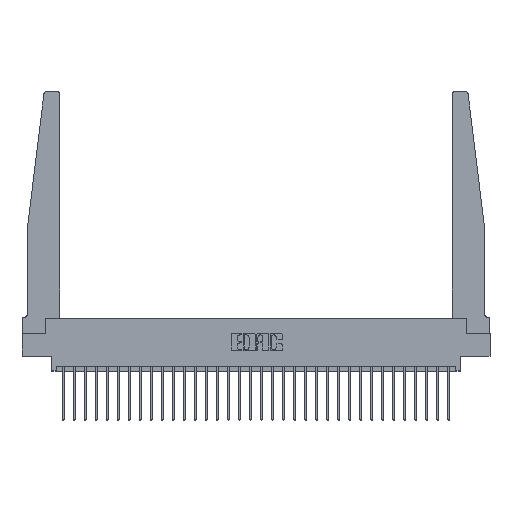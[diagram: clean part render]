
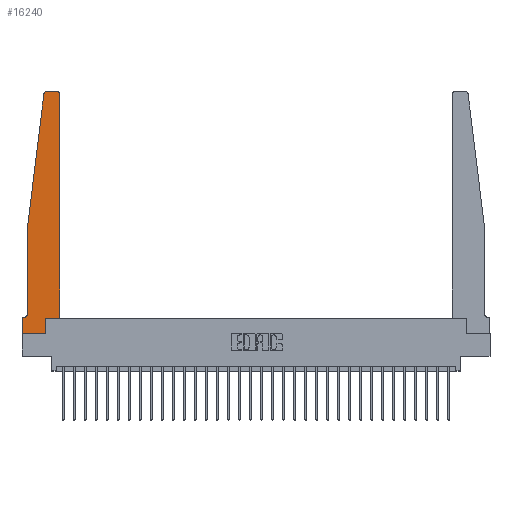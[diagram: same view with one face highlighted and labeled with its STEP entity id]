
A CAD part, top view. The second image highlights one B-rep face of the part: STEP entity #16240.
In plain terms, the highlighted planar face has unit normal (0, 0, 1).
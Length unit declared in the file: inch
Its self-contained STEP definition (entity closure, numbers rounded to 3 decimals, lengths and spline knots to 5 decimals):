
#219 = EDGE_LOOP ( 'NONE', ( #10404, #2307, #1776, #20928, #6291, #5480, #8616, #8072, #7359, #8488, #5981, #3597 ) ) ;
#234 = LINE ( 'NONE', #13471, #22160 ) ;
#375 = VERTEX_POINT ( 'NONE', #19330 ) ;
#478 = CARTESIAN_POINT ( 'NONE',  ( 0.065, 0.2375, 0.37 ) ) ;
#538 = CARTESIAN_POINT ( 'NONE',  ( 0.395, 2.75, 0.37 ) ) ;
#1633 = CARTESIAN_POINT ( 'NONE',  ( 0.065, 0.1875, 0.37 ) ) ;
#1776 = ORIENTED_EDGE ( 'NONE', *, *, #19906, .T. ) ;
#1853 = LINE ( 'NONE', #8131, #13192 ) ;
#2307 = ORIENTED_EDGE ( 'NONE', *, *, #25180, .T. ) ;
#2309 = VECTOR ( 'NONE', #19739, 39.37008 ) ;
#3387 = CIRCLE ( 'NONE', #16626, 0.03 ) ;
#3515 = CARTESIAN_POINT ( 'NONE',  ( 0.015, 0.2375, 0.37 ) ) ;
#3597 = ORIENTED_EDGE ( 'NONE', *, *, #22155, .T. ) ;
#4374 = EDGE_CURVE ( 'NONE', #28009, #18519, #1853, .T. ) ;
#5320 = DIRECTION ( 'NONE',  ( 1., 0., 0. ) ) ;
#5480 = ORIENTED_EDGE ( 'NONE', *, *, #14026, .T. ) ;
#5715 = DIRECTION ( 'NONE',  ( 1., 0., 0. ) ) ;
#5716 = EDGE_CURVE ( 'NONE', #17513, #375, #27908, .T. ) ;
#5790 = DIRECTION ( 'NONE',  ( -1., 0., 0. ) ) ;
#5907 = CARTESIAN_POINT ( 'NONE',  ( 0.065, 1.25, 0.37 ) ) ;
#5981 = ORIENTED_EDGE ( 'NONE', *, *, #24625, .T. ) ;
#5990 = LINE ( 'NONE', #5907, #16601 ) ;
#6291 = ORIENTED_EDGE ( 'NONE', *, *, #23658, .T. ) ;
#6363 = VERTEX_POINT ( 'NONE', #11276 ) ;
#7067 = LINE ( 'NONE', #24569, #18362 ) ;
#7359 = ORIENTED_EDGE ( 'NONE', *, *, #16490, .T. ) ;
#7387 = CARTESIAN_POINT ( 'NONE',  ( 0.2605, 0.18, 0.37 ) ) ;
#7566 = VERTEX_POINT ( 'NONE', #28925 ) ;
#7571 = CARTESIAN_POINT ( 'NONE',  ( 0.24675, 2.72367, 0.37 ) ) ;
#7863 = VERTEX_POINT ( 'NONE', #478 ) ;
#8072 = ORIENTED_EDGE ( 'NONE', *, *, #9763, .T. ) ;
#8131 = CARTESIAN_POINT ( 'NONE',  ( 0.425, 0.18, 0.37 ) ) ;
#8367 = LINE ( 'NONE', #28601, #2309 ) ;
#8488 = ORIENTED_EDGE ( 'NONE', *, *, #4374, .T. ) ;
#8616 = ORIENTED_EDGE ( 'NONE', *, *, #11418, .T. ) ;
#8707 = DIRECTION ( 'NONE',  ( 0., 0., 1. ) ) ;
#9139 = LINE ( 'NONE', #23375, #20413 ) ;
#9212 = CARTESIAN_POINT ( 'NONE',  ( 0.425, 0.18, 0.37 ) ) ;
#9315 = CARTESIAN_POINT ( 'NONE',  ( 0.27653, 2.72, 0.37 ) ) ;
#9763 = EDGE_CURVE ( 'NONE', #11142, #7566, #9139, .T. ) ;
#9769 = CARTESIAN_POINT ( 'NONE',  ( 0.065, 1.25, 0.37 ) ) ;
#9835 = CARTESIAN_POINT ( 'NONE',  ( 0.425, 2.72, 0.37 ) ) ;
#9990 = VECTOR ( 'NONE', #22415, 39.37008 ) ;
#10404 = ORIENTED_EDGE ( 'NONE', *, *, #5716, .T. ) ;
#10437 = DIRECTION ( 'NONE',  ( 1., 0., 0. ) ) ;
#11142 = VERTEX_POINT ( 'NONE', #14333 ) ;
#11276 = CARTESIAN_POINT ( 'NONE',  ( 0.015, 0.1875, 0.37 ) ) ;
#11314 = CIRCLE ( 'NONE', #17913, 0.05 ) ;
#11418 = EDGE_CURVE ( 'NONE', #12251, #11142, #8367, .T. ) ;
#11582 = DIRECTION ( 'NONE',  ( 1., 0., 0. ) ) ;
#11996 = DIRECTION ( 'NONE',  ( -0.122, -0.992, 0. ) ) ;
#12251 = VERTEX_POINT ( 'NONE', #20131 ) ;
#12451 = CARTESIAN_POINT ( 'NONE',  ( 0., 0.1875, 0.37 ) ) ;
#13192 = VECTOR ( 'NONE', #10437, 39.37008 ) ;
#13471 = CARTESIAN_POINT ( 'NONE',  ( 0.425, 0.18, 0.37 ) ) ;
#13739 = VERTEX_POINT ( 'NONE', #9835 ) ;
#14026 = EDGE_CURVE ( 'NONE', #6363, #12251, #14184, .T. ) ;
#14082 = AXIS2_PLACEMENT_3D ( 'NONE', #22191, #8707, #24461 ) ;
#14184 = LINE ( 'NONE', #1633, #25486 ) ;
#14333 = CARTESIAN_POINT ( 'NONE',  ( 0., 0., 0.37 ) ) ;
#14980 = DIRECTION ( 'NONE',  ( 0., -1., 0. ) ) ;
#15719 = DIRECTION ( 'NONE',  ( 0., 1., 0. ) ) ;
#16240 = ADVANCED_FACE ( 'NONE', ( #18729 ), #16992, .T. ) ;
#16314 = EDGE_CURVE ( 'NONE', #26181, #7863, #5990, .T. ) ;
#16490 = EDGE_CURVE ( 'NONE', #7566, #28009, #7067, .T. ) ;
#16601 = VECTOR ( 'NONE', #14980, 39.37008 ) ;
#16626 = AXIS2_PLACEMENT_3D ( 'NONE', #9315, #25067, #11582 ) ;
#16992 = PLANE ( 'NONE',  #17609 ) ;
#17151 = LINE ( 'NONE', #9769, #28416 ) ;
#17513 = VERTEX_POINT ( 'NONE', #538 ) ;
#17609 = AXIS2_PLACEMENT_3D ( 'NONE', #12451, #19248, #5715 ) ;
#17913 = AXIS2_PLACEMENT_3D ( 'NONE', #3515, #19317, #5790 ) ;
#18362 = VECTOR ( 'NONE', #26823, 39.37008 ) ;
#18519 = VERTEX_POINT ( 'NONE', #9212 ) ;
#18729 = FACE_OUTER_BOUND ( 'NONE', #219, .T. ) ;
#19248 = DIRECTION ( 'NONE',  ( 0., 0., 1. ) ) ;
#19317 = DIRECTION ( 'NONE',  ( 0., 0., -1. ) ) ;
#19330 = CARTESIAN_POINT ( 'NONE',  ( 0.27653, 2.75, 0.37 ) ) ;
#19484 = CIRCLE ( 'NONE', #14082, 0.03 ) ;
#19739 = DIRECTION ( 'NONE',  ( 0., -1., 0. ) ) ;
#19839 = VERTEX_POINT ( 'NONE', #7571 ) ;
#19906 = EDGE_CURVE ( 'NONE', #19839, #26181, #17151, .T. ) ;
#20131 = CARTESIAN_POINT ( 'NONE',  ( 0., 0.1875, 0.37 ) ) ;
#20413 = VECTOR ( 'NONE', #5320, 39.37008 ) ;
#20928 = ORIENTED_EDGE ( 'NONE', *, *, #16314, .T. ) ;
#21082 = CARTESIAN_POINT ( 'NONE',  ( 0.065, 1.25, 0.37 ) ) ;
#22155 = EDGE_CURVE ( 'NONE', #13739, #17513, #19484, .T. ) ;
#22160 = VECTOR ( 'NONE', #15719, 39.37008 ) ;
#22191 = CARTESIAN_POINT ( 'NONE',  ( 0.395, 2.72, 0.37 ) ) ;
#22415 = DIRECTION ( 'NONE',  ( -1., 0., 0. ) ) ;
#23375 = CARTESIAN_POINT ( 'NONE',  ( 0., 0., 0.37 ) ) ;
#23658 = EDGE_CURVE ( 'NONE', #7863, #6363, #11314, .T. ) ;
#24461 = DIRECTION ( 'NONE',  ( 1., 0., 0. ) ) ;
#24569 = CARTESIAN_POINT ( 'NONE',  ( 0.2605, 0.18, 0.37 ) ) ;
#24625 = EDGE_CURVE ( 'NONE', #18519, #13739, #234, .T. ) ;
#25067 = DIRECTION ( 'NONE',  ( 0., 0., 1. ) ) ;
#25180 = EDGE_CURVE ( 'NONE', #375, #19839, #3387, .T. ) ;
#25486 = VECTOR ( 'NONE', #26518, 39.37008 ) ;
#26181 = VERTEX_POINT ( 'NONE', #21082 ) ;
#26518 = DIRECTION ( 'NONE',  ( -1., 0., 0. ) ) ;
#26823 = DIRECTION ( 'NONE',  ( 0., 1., 0. ) ) ;
#26850 = CARTESIAN_POINT ( 'NONE',  ( 0.25, 2.75, 0.37 ) ) ;
#27908 = LINE ( 'NONE', #26850, #9990 ) ;
#28009 = VERTEX_POINT ( 'NONE', #7387 ) ;
#28416 = VECTOR ( 'NONE', #11996, 39.37008 ) ;
#28601 = CARTESIAN_POINT ( 'NONE',  ( 0., 0., 0.37 ) ) ;
#28925 = CARTESIAN_POINT ( 'NONE',  ( 0.2605, 0., 0.37 ) ) ;
